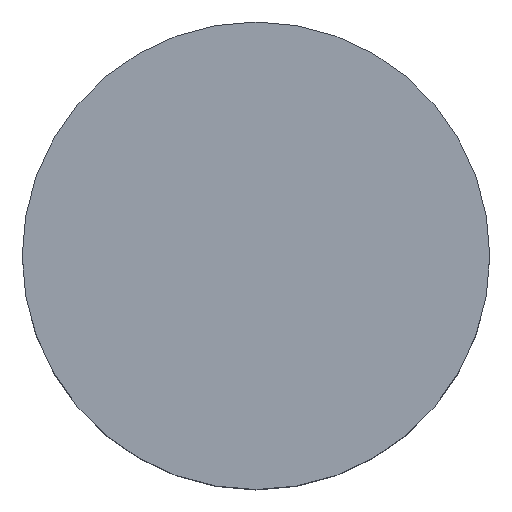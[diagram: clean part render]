
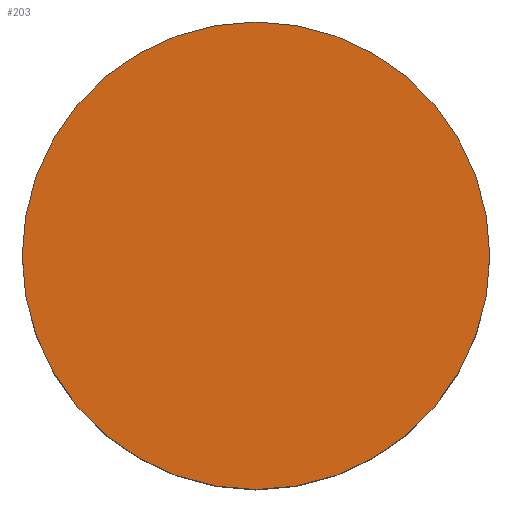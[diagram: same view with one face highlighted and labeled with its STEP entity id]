
A CAD part, top view. The second image highlights one B-rep face of the part: STEP entity #203.
In plain terms, the highlighted planar face has unit normal (0, 0, 1).
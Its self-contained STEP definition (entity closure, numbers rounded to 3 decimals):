
#13 = DIRECTION ( 'NONE',  ( 0., 0., 1. ) ) ;
#32 = AXIS2_PLACEMENT_3D ( 'NONE', #113, #133, #296 ) ;
#42 = ORIENTED_EDGE ( 'NONE', *, *, #248, .T. ) ;
#51 = EDGE_CURVE ( 'NONE', #257, #185, #105, .T. ) ;
#59 = PLANE ( 'NONE',  #148 ) ;
#62 = DIRECTION ( 'NONE',  ( 0., 0., 1. ) ) ;
#67 = ORIENTED_EDGE ( 'NONE', *, *, #51, .T. ) ;
#77 = CARTESIAN_POINT ( 'NONE',  ( -3., 0., 0. ) ) ;
#85 = FACE_OUTER_BOUND ( 'NONE', #154, .T. ) ;
#92 = DIRECTION ( 'NONE',  ( 1., 0., 0. ) ) ;
#105 = CIRCLE ( 'NONE', #32, 3. ) ;
#113 = CARTESIAN_POINT ( 'NONE',  ( 0., 0., 0. ) ) ;
#133 = DIRECTION ( 'NONE',  ( 0., 0., 1. ) ) ;
#148 = AXIS2_PLACEMENT_3D ( 'NONE', #230, #13, #340 ) ;
#154 = EDGE_LOOP ( 'NONE', ( #67, #42 ) ) ;
#185 = VERTEX_POINT ( 'NONE', #77 ) ;
#198 = CARTESIAN_POINT ( 'NONE',  ( 0., 0., 0. ) ) ;
#203 = ADVANCED_FACE ( 'NONE', ( #85 ), #59, .T. ) ;
#215 = AXIS2_PLACEMENT_3D ( 'NONE', #198, #62, #92 ) ;
#230 = CARTESIAN_POINT ( 'NONE',  ( 0., 0., 0. ) ) ;
#248 = EDGE_CURVE ( 'NONE', #185, #257, #297, .T. ) ;
#257 = VERTEX_POINT ( 'NONE', #277 ) ;
#277 = CARTESIAN_POINT ( 'NONE',  ( 3., 0., 0. ) ) ;
#296 = DIRECTION ( 'NONE',  ( 1., 0., 0. ) ) ;
#297 = CIRCLE ( 'NONE', #215, 3. ) ;
#340 = DIRECTION ( 'NONE',  ( 1., 0., 0. ) ) ;
